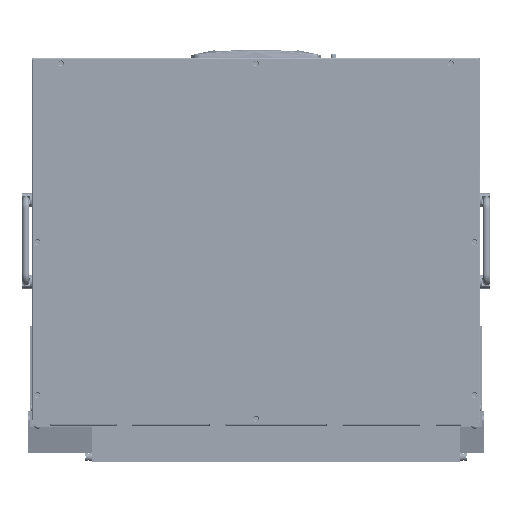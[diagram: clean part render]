
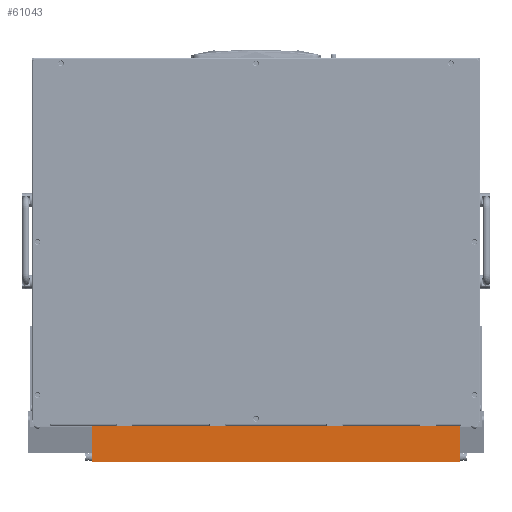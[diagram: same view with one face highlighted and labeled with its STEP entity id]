
A CAD part, front view. The second image highlights one B-rep face of the part: STEP entity #61043.
In plain terms, the highlighted planar face has unit normal (0, -1, 0).
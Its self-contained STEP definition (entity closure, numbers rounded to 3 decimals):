
#2390 = VERTEX_POINT ( 'NONE', #98106 ) ;
#4506 = EDGE_LOOP ( 'NONE', ( #80625, #53340, #21386, #38139 ) ) ;
#13335 = DIRECTION ( 'NONE',  ( -1., 0., 0.017 ) ) ;
#14281 = DIRECTION ( 'NONE',  ( 0.017, 0., 1. ) ) ;
#15738 = CARTESIAN_POINT ( 'NONE',  ( 44.439, 0., 431.309 ) ) ;
#15782 = VECTOR ( 'NONE', #89663, 1000. ) ;
#21072 = LINE ( 'NONE', #89128, #15782 ) ;
#21386 = ORIENTED_EDGE ( 'NONE', *, *, #54816, .T. ) ;
#22284 = VERTEX_POINT ( 'NONE', #103606 ) ;
#24974 = CARTESIAN_POINT ( 'NONE',  ( 44.443, 0., 431.563 ) ) ;
#29889 = LINE ( 'NONE', #47207, #33414 ) ;
#31739 = CARTESIAN_POINT ( 'NONE',  ( -0.004, 0., 432.085 ) ) ;
#33349 = DIRECTION ( 'NONE',  ( 0., 1., 0. ) ) ;
#33414 = VECTOR ( 'NONE', #14281, 1000. ) ;
#37636 = EDGE_CURVE ( 'NONE', #22284, #88982, #21072, .T. ) ;
#38139 = ORIENTED_EDGE ( 'NONE', *, *, #37636, .F. ) ;
#38970 = AXIS2_PLACEMENT_3D ( 'NONE', #24974, #33349, #92510 ) ;
#46680 = LINE ( 'NONE', #73463, #56445 ) ;
#47207 = CARTESIAN_POINT ( 'NONE',  ( 44.443, 0., 431.563 ) ) ;
#49050 = LINE ( 'NONE', #31739, #76594 ) ;
#53340 = ORIENTED_EDGE ( 'NONE', *, *, #76571, .T. ) ;
#54816 = EDGE_CURVE ( 'NONE', #90521, #88982, #49050, .T. ) ;
#56445 = VECTOR ( 'NONE', #81268, 1000. ) ;
#61043 = ADVANCED_FACE ( 'NONE', ( #66828 ), #99748, .F. ) ;
#66828 = FACE_OUTER_BOUND ( 'NONE', #4506, .T. ) ;
#73463 = CARTESIAN_POINT ( 'NONE',  ( -7.864, 0., -18.188 ) ) ;
#76571 = EDGE_CURVE ( 'NONE', #2390, #90521, #29889, .T. ) ;
#76594 = VECTOR ( 'NONE', #13335, 1000. ) ;
#80625 = ORIENTED_EDGE ( 'NONE', *, *, #102407, .T. ) ;
#81268 = DIRECTION ( 'NONE',  ( 1., 0., -0.017 ) ) ;
#83724 = CARTESIAN_POINT ( 'NONE',  ( -0.004, 0., 432.085 ) ) ;
#88982 = VERTEX_POINT ( 'NONE', #83724 ) ;
#89128 = CARTESIAN_POINT ( 'NONE',  ( -0.084, 0., 427.514 ) ) ;
#89663 = DIRECTION ( 'NONE',  ( 0.017, 0., 1. ) ) ;
#90521 = VERTEX_POINT ( 'NONE', #15738 ) ;
#92510 = DIRECTION ( 'NONE',  ( 0., 0., 1. ) ) ;
#98106 = CARTESIAN_POINT ( 'NONE',  ( 36.579, 0., -18.964 ) ) ;
#99748 = PLANE ( 'NONE',  #38970 ) ;
#102407 = EDGE_CURVE ( 'NONE', #22284, #2390, #46680, .T. ) ;
#103606 = CARTESIAN_POINT ( 'NONE',  ( -7.864, 0., -18.188 ) ) ;
